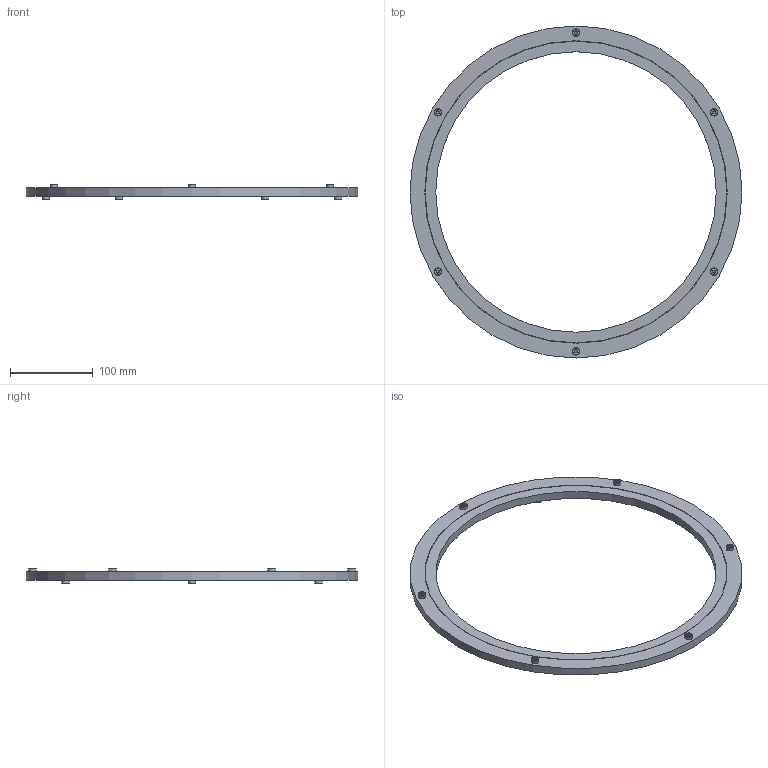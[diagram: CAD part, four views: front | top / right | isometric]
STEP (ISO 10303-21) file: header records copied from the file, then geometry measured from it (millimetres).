
FILE_DESCRIPTION(/* description */ (''),/* implementation_level */ '2;1');
FILE_NAME(/* name */ 'OM-OBO400-...stp',/* time_stamp */ '2024-01-23T15:01:22+01:00',/* author */ ('BartlomiejH'),/* organization */ (''),/* preprocessor_version */ 'ST-DEVELOPER v19.2',/* originating_system */ 'Autodesk Inventor 2023',/* authorisation */ '');
FILE_SCHEMA (('AUTOMOTIVE_DESIGN { 1 0 10303 214 3 1 1 }'));
Length unit declared in the file: millimetre
Products named in the file (1): OM-OBO...-..
Bounding box: 400 x 400 x 18 mm (x, y, z)
Volume: 356503.5 mm3; surface area: 118445.1 mm2
Topology: 2 solids, 2 shells, 932 faces, 2768 edges, 1840 vertices
Faces by surface type: plane 868, cylinder 28, torus 24, cone 12
Full cylindrical faces by diameter (mm): 3 x12, 9 x12, 338 x1, 363.5 x1, 364.5 x1, 400 x1
Entity records: 35822 total; most frequent: CARTESIAN_POINT 11577, ORIENTED_EDGE 5512, DIRECTION 4746, EDGE_CURVE 2756, AXIS2_PLACEMENT_3D 1921, VERTEX_POINT 1840, CIRCLE 988, EDGE_LOOP 948
